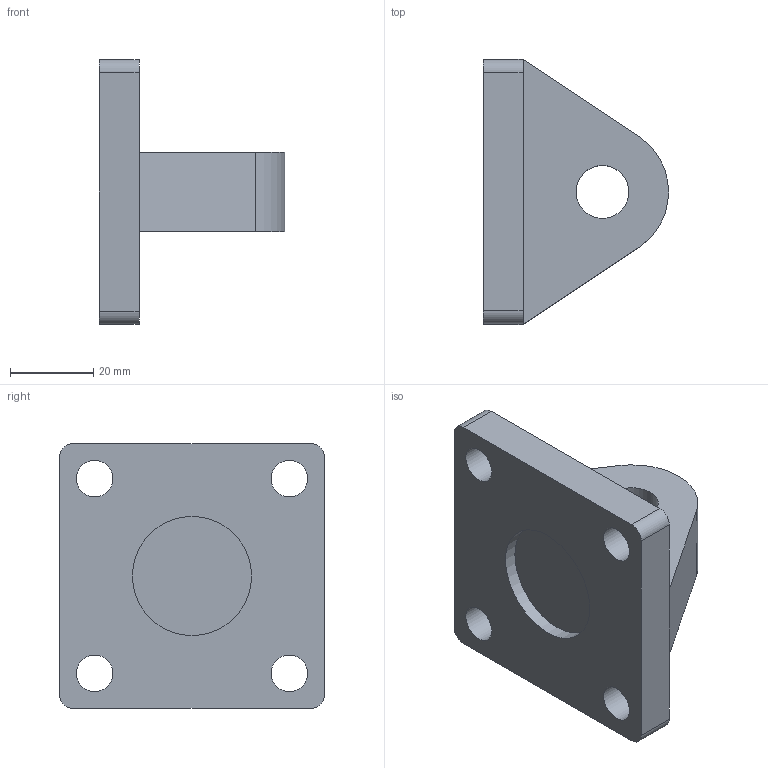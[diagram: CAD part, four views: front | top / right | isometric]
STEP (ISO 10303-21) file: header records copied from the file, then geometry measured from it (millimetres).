
FILE_DESCRIPTION(/* description */ ('Unknown'),/* implementation_level */ '2;1');
FILE_NAME(/* name */ '1309.200.09;1F',/* time_stamp */ '2021-04-22T13:43:01-04:00',/* author */ ('Unknown'),/* organization */ ('Unknown'),/* preprocessor_version */ 'ST-DEVELOPER v16.7',/* originating_system */ 'Solid Edge',/* authorisation */ 'Unknown');
FILE_SCHEMA (('AUTOMOTIVE_DESIGN {1 0 10303 214 3 1 1}'));
Length unit declared in the file: millimetre
Products named in the file (1): 1309.200.09;1F
Bounding box: 44.45 x 63.5 x 63.5 mm (x, y, z)
Volume: 57920.4 mm3; surface area: 15200.6 mm2
Topology: 1 solids, 1 shells, 23 faces, 56 edges, 36 vertices
Faces by surface type: plane 12, cylinder 11
Full cylindrical faces by diameter (mm): 8.788 x4, 12.7 x1, 28.58 x1
Entity records: 855 total; most frequent: DIRECTION 120, CARTESIAN_POINT 110, ORIENTED_EDGE 100, EDGE_CURVE 50, AXIS2_PLACEMENT_3D 46, EDGE_LOOP 40, FACE_BOUND 40, VERTEX_POINT 36
